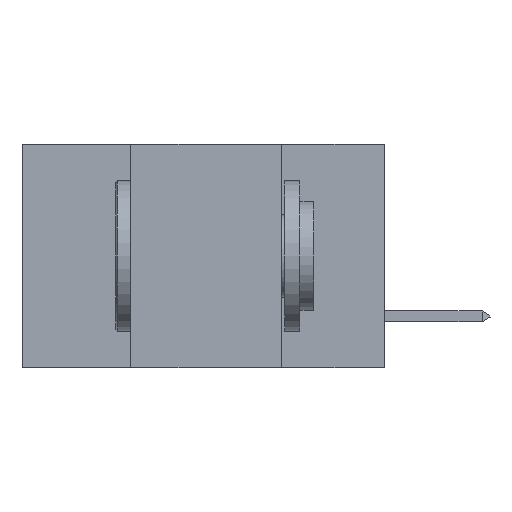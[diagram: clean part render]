
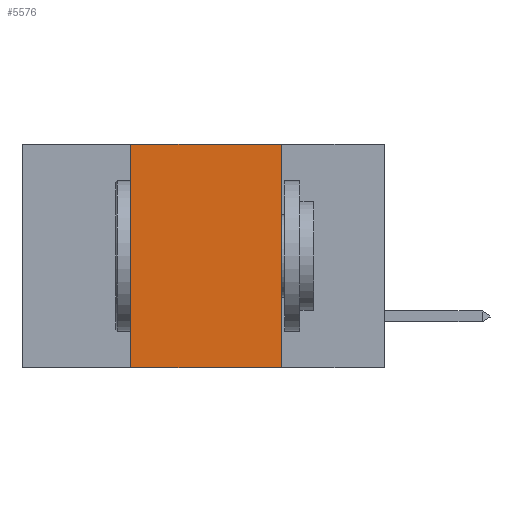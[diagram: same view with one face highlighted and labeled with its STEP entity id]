
A CAD part, left-side view. The second image highlights one B-rep face of the part: STEP entity #5576.
In plain terms, the highlighted planar face has unit normal (-1, 0, 0).
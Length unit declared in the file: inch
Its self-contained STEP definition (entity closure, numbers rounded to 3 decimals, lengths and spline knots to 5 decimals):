
#833 = DIRECTION ( 'NONE',  ( 0., 0., -1. ) ) ;
#1072 = CARTESIAN_POINT ( 'NONE',  ( 0., 0.17, 0. ) ) ;
#2711 = DIRECTION ( 'NONE',  ( 0., -1., 0. ) ) ;
#2872 = CARTESIAN_POINT ( 'NONE',  ( 0., 0.17, -0.37 ) ) ;
#2941 = EDGE_LOOP ( 'NONE', ( #5501, #10169, #7208, #3935 ) ) ;
#3595 = CARTESIAN_POINT ( 'NONE',  ( 0., 0.17, 0. ) ) ;
#3935 = ORIENTED_EDGE ( 'NONE', *, *, #6069, .T. ) ;
#4340 = VERTEX_POINT ( 'NONE', #9125 ) ;
#4635 = EDGE_CURVE ( 'NONE', #4340, #15025, #12280, .T. ) ;
#4841 = DIRECTION ( 'NONE',  ( 0., 0., 1. ) ) ;
#5501 = ORIENTED_EDGE ( 'NONE', *, *, #8754, .F. ) ;
#5576 = ADVANCED_FACE ( 'NONE', ( #9572 ), #5637, .F. ) ;
#5637 = PLANE ( 'NONE',  #9863 ) ;
#5726 = CARTESIAN_POINT ( 'NONE',  ( 0., 0.6, 0. ) ) ;
#6069 = EDGE_CURVE ( 'NONE', #10317, #14601, #6970, .T. ) ;
#6428 = EDGE_CURVE ( 'NONE', #10317, #4340, #14157, .T. ) ;
#6970 = LINE ( 'NONE', #13579, #10468 ) ;
#7208 = ORIENTED_EDGE ( 'NONE', *, *, #6428, .F. ) ;
#7320 = CARTESIAN_POINT ( 'NONE',  ( 0., 0.42, 0. ) ) ;
#7739 = CARTESIAN_POINT ( 'NONE',  ( 0., 0.42, -0.37 ) ) ;
#7832 = VECTOR ( 'NONE', #12893, 39.37008 ) ;
#7846 = DIRECTION ( 'NONE',  ( 0., -1., 0. ) ) ;
#8055 = VECTOR ( 'NONE', #4841, 39.37008 ) ;
#8059 = DIRECTION ( 'NONE',  ( 1., 0., 0. ) ) ;
#8754 = EDGE_CURVE ( 'NONE', #15025, #14601, #13938, .T. ) ;
#9125 = CARTESIAN_POINT ( 'NONE',  ( 0., 0.42, 0. ) ) ;
#9572 = FACE_OUTER_BOUND ( 'NONE', #2941, .T. ) ;
#9863 = AXIS2_PLACEMENT_3D ( 'NONE', #14872, #8059, #833 ) ;
#10169 = ORIENTED_EDGE ( 'NONE', *, *, #4635, .F. ) ;
#10317 = VERTEX_POINT ( 'NONE', #7739 ) ;
#10468 = VECTOR ( 'NONE', #7846, 39.37008 ) ;
#11206 = VECTOR ( 'NONE', #2711, 39.37008 ) ;
#12280 = LINE ( 'NONE', #5726, #11206 ) ;
#12893 = DIRECTION ( 'NONE',  ( 0., 0., -1. ) ) ;
#13579 = CARTESIAN_POINT ( 'NONE',  ( 0., 0.6, -0.37 ) ) ;
#13938 = LINE ( 'NONE', #1072, #7832 ) ;
#14157 = LINE ( 'NONE', #7320, #8055 ) ;
#14601 = VERTEX_POINT ( 'NONE', #2872 ) ;
#14872 = CARTESIAN_POINT ( 'NONE',  ( 0., 0.6, 0. ) ) ;
#15025 = VERTEX_POINT ( 'NONE', #3595 ) ;
